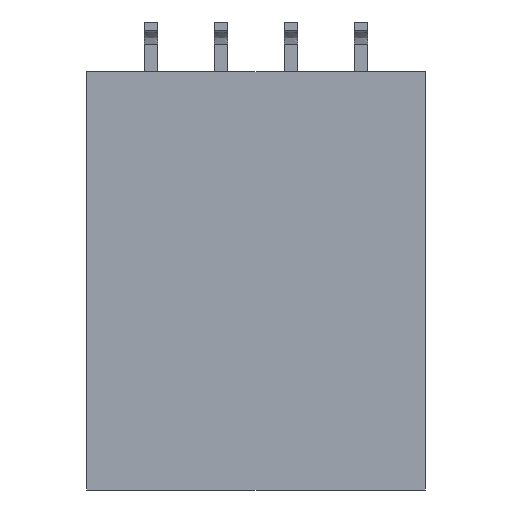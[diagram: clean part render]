
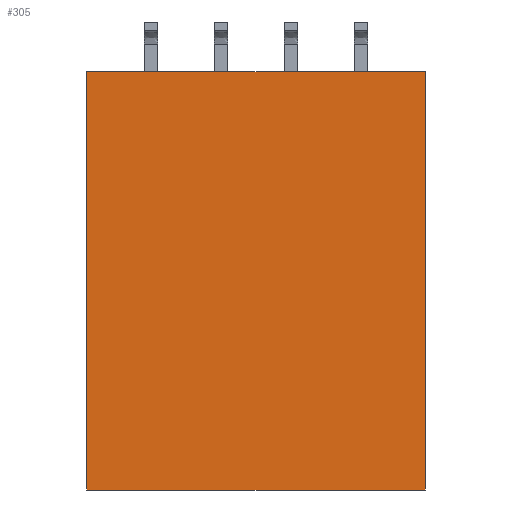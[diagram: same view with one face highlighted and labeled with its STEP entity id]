
A CAD part, front view. The second image highlights one B-rep face of the part: STEP entity #305.
In plain terms, the highlighted planar face has unit normal (0, -1, 0).
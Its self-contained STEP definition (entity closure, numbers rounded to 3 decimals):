
#54 = CARTESIAN_POINT ( 'NONE',  ( -6.15, 0., -7.6 ) ) ;
#100 = DIRECTION ( 'NONE',  ( 0., 0., 1. ) ) ;
#114 = VERTEX_POINT ( 'NONE', #1751 ) ;
#296 = CARTESIAN_POINT ( 'NONE',  ( -6.15, 0., -7.6 ) ) ;
#305 = ADVANCED_FACE ( 'NONE', ( #1482 ), #1726, .T. ) ;
#451 = EDGE_CURVE ( 'NONE', #737, #4036, #2759, .T. ) ;
#620 = CARTESIAN_POINT ( 'NONE',  ( 6.15, 0., 7.6 ) ) ;
#663 = VECTOR ( 'NONE', #1547, 1000. ) ;
#681 = VECTOR ( 'NONE', #100, 1000. ) ;
#737 = VERTEX_POINT ( 'NONE', #3519 ) ;
#1032 = LINE ( 'NONE', #2874, #681 ) ;
#1070 = VECTOR ( 'NONE', #1999, 1000. ) ;
#1075 = LINE ( 'NONE', #1390, #1070 ) ;
#1215 = EDGE_CURVE ( 'NONE', #4036, #114, #1075, .T. ) ;
#1335 = ORIENTED_EDGE ( 'NONE', *, *, #3994, .F. ) ;
#1386 = ORIENTED_EDGE ( 'NONE', *, *, #1215, .F. ) ;
#1390 = CARTESIAN_POINT ( 'NONE',  ( 6.15, 0., 7.6 ) ) ;
#1391 = EDGE_CURVE ( 'NONE', #3933, #737, #1032, .T. ) ;
#1482 = FACE_OUTER_BOUND ( 'NONE', #2423, .T. ) ;
#1547 = DIRECTION ( 'NONE',  ( -1., 0., 0. ) ) ;
#1726 = PLANE ( 'NONE',  #2511 ) ;
#1751 = CARTESIAN_POINT ( 'NONE',  ( 6.15, 0., -7.6 ) ) ;
#1999 = DIRECTION ( 'NONE',  ( 0., 0., -1. ) ) ;
#2423 = EDGE_LOOP ( 'NONE', ( #1386, #2693, #3242, #1335 ) ) ;
#2511 = AXIS2_PLACEMENT_3D ( 'NONE', #3032, #3013, #2685 ) ;
#2543 = LINE ( 'NONE', #54, #663 ) ;
#2685 = DIRECTION ( 'NONE',  ( 0., 0., -1. ) ) ;
#2693 = ORIENTED_EDGE ( 'NONE', *, *, #451, .F. ) ;
#2759 = LINE ( 'NONE', #3446, #3436 ) ;
#2874 = CARTESIAN_POINT ( 'NONE',  ( -6.15, 0., 7.6 ) ) ;
#3013 = DIRECTION ( 'NONE',  ( 0., -1., 0. ) ) ;
#3032 = CARTESIAN_POINT ( 'NONE',  ( 0., 0., 0. ) ) ;
#3076 = DIRECTION ( 'NONE',  ( 1., 0., 0. ) ) ;
#3242 = ORIENTED_EDGE ( 'NONE', *, *, #1391, .F. ) ;
#3436 = VECTOR ( 'NONE', #3076, 1000. ) ;
#3446 = CARTESIAN_POINT ( 'NONE',  ( -6.15, 0., 7.6 ) ) ;
#3519 = CARTESIAN_POINT ( 'NONE',  ( -6.15, 0., 7.6 ) ) ;
#3933 = VERTEX_POINT ( 'NONE', #296 ) ;
#3994 = EDGE_CURVE ( 'NONE', #114, #3933, #2543, .T. ) ;
#4036 = VERTEX_POINT ( 'NONE', #620 ) ;
